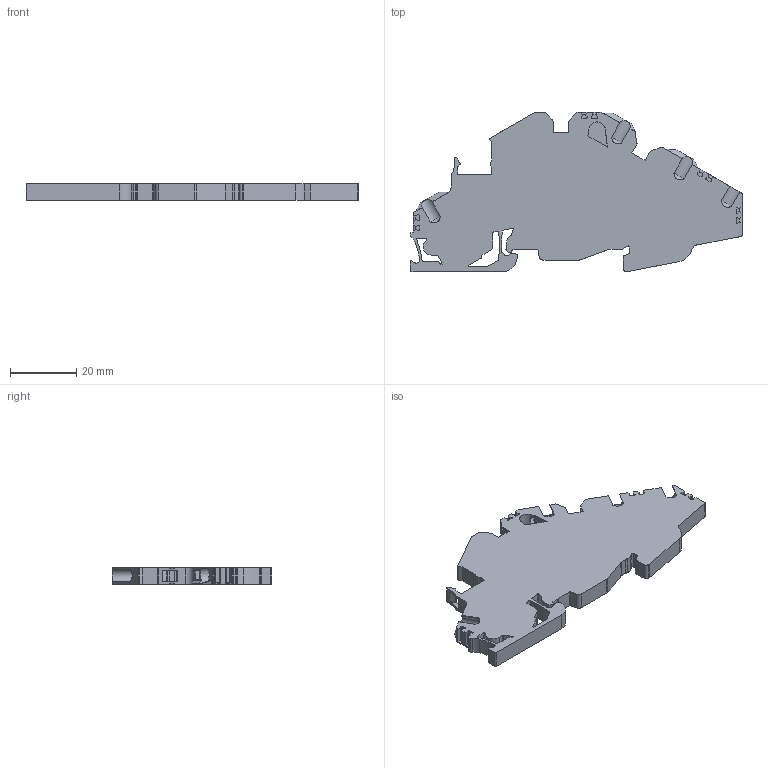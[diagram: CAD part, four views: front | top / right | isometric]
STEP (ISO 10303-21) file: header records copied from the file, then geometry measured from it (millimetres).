
FILE_DESCRIPTION(/* description */ (''),/* implementation_level */ '2;1');
FILE_NAME(/* name */ '3240_FDLIS25_PE_L_NT_iso.stp',/* time_stamp */ '2011-07-29T13:00:48+02:00',/* author */ (''),/* organization */ (''),/* preprocessor_version */ 'ST-DEVELOPER v11',/* originating_system */ 'SIEMENS UGS NX 6.0',/* authorisation */ '');
FILE_SCHEMA (('CONFIG_CONTROL_DESIGN'));
Length unit declared in the file: millimetre
Products named in the file (1): 3240_FDLIS25_PE_L_NT_iso
Bounding box: 100 x 48 x 5.1 mm (x, y, z)
Volume: 14714.2 mm3; surface area: 9581.2 mm2
Topology: 1 solids, 1 shells, 494 faces, 1475 edges, 973 vertices
Faces by surface type: plane 301, cylinder 181, bspline 8, cone 4
Entity records: 17790 total; most frequent: CARTESIAN_POINT 4288, ORIENTED_EDGE 2936, DIRECTION 2717, EDGE_CURVE 1468, LINE 1023, VECTOR 1023, VERTEX_POINT 971, AXIS2_PLACEMENT_3D 847
